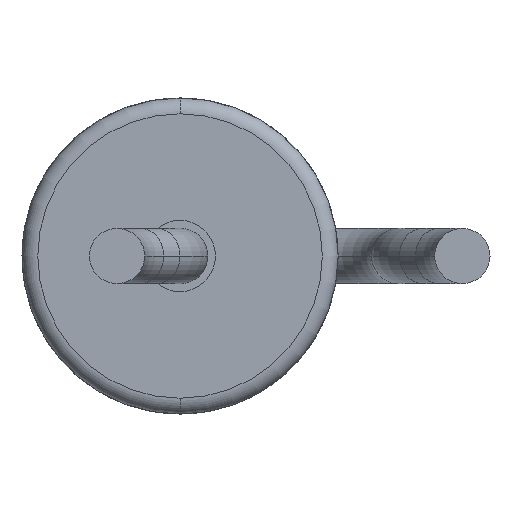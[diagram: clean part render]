
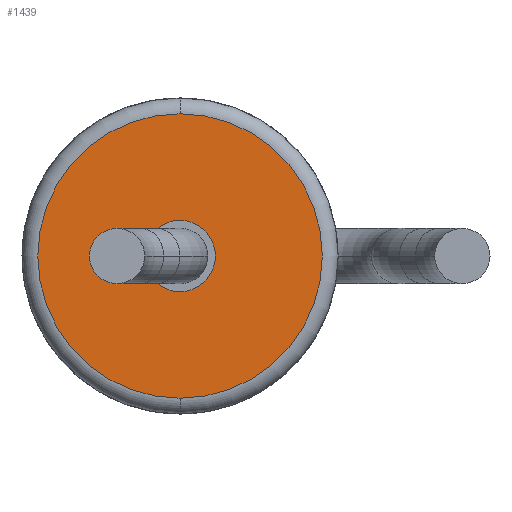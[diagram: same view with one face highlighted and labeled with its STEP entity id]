
A CAD part, front view. The second image highlights one B-rep face of the part: STEP entity #1439.
In plain terms, the highlighted planar face has unit normal (0, -1, 0).
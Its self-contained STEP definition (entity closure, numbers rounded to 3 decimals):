
#21 = CARTESIAN_POINT ( 'NONE',  ( -0.287, 0., -1.8 ) ) ;
#106 = VERTEX_POINT ( 'NONE', #374 ) ;
#121 = DIRECTION ( 'NONE',  ( 0., 1., 0. ) ) ;
#249 = AXIS2_PLACEMENT_3D ( 'NONE', #2079, #916, #1079 ) ;
#286 = FACE_OUTER_BOUND ( 'NONE', #396, .T. ) ;
#297 = FACE_BOUND ( 'NONE', #1952, .T. ) ;
#374 = CARTESIAN_POINT ( 'NONE',  ( 0.16, 0., 0. ) ) ;
#396 = EDGE_LOOP ( 'NONE', ( #1820, #1097 ) ) ;
#486 = DIRECTION ( 'NONE',  ( 1., 0., 0. ) ) ;
#566 = CARTESIAN_POINT ( 'NONE',  ( -0.287, 0., 1.8 ) ) ;
#634 = CARTESIAN_POINT ( 'NONE',  ( -0.287, 0., 0. ) ) ;
#644 = CARTESIAN_POINT ( 'NONE',  ( -0.29, 0., 0. ) ) ;
#751 = EDGE_CURVE ( 'NONE', #1327, #1902, #836, .T. ) ;
#802 = EDGE_CURVE ( 'NONE', #106, #806, #1292, .T. ) ;
#806 = VERTEX_POINT ( 'NONE', #1150 ) ;
#834 = EDGE_CURVE ( 'NONE', #806, #106, #1399, .T. ) ;
#836 = CIRCLE ( 'NONE', #1743, 1.8 ) ;
#916 = DIRECTION ( 'NONE',  ( 0., 1., 0. ) ) ;
#930 = CIRCLE ( 'NONE', #249, 1.8 ) ;
#931 = CARTESIAN_POINT ( 'NONE',  ( -0.287, 0., 0. ) ) ;
#970 = DIRECTION ( 'NONE',  ( -1., 0., 0. ) ) ;
#988 = ORIENTED_EDGE ( 'NONE', *, *, #802, .T. ) ;
#1030 = EDGE_CURVE ( 'NONE', #1902, #1327, #930, .T. ) ;
#1079 = DIRECTION ( 'NONE',  ( 1., 0., 0. ) ) ;
#1097 = ORIENTED_EDGE ( 'NONE', *, *, #751, .F. ) ;
#1121 = DIRECTION ( 'NONE',  ( 0., 1., 0. ) ) ;
#1150 = CARTESIAN_POINT ( 'NONE',  ( -0.74, 0., 0. ) ) ;
#1292 = CIRCLE ( 'NONE', #1325, 0.45 ) ;
#1325 = AXIS2_PLACEMENT_3D ( 'NONE', #644, #1121, #1472 ) ;
#1327 = VERTEX_POINT ( 'NONE', #566 ) ;
#1377 = ORIENTED_EDGE ( 'NONE', *, *, #834, .T. ) ;
#1399 = CIRCLE ( 'NONE', #1715, 0.45 ) ;
#1439 = ADVANCED_FACE ( 'NONE', ( #286, #297 ), #1605, .F. ) ;
#1454 = DIRECTION ( 'NONE',  ( 1., 0., 0. ) ) ;
#1472 = DIRECTION ( 'NONE',  ( -1., 0., 0. ) ) ;
#1547 = AXIS2_PLACEMENT_3D ( 'NONE', #931, #121, #1454 ) ;
#1605 = PLANE ( 'NONE',  #1547 ) ;
#1633 = DIRECTION ( 'NONE',  ( 0., 1., 0. ) ) ;
#1715 = AXIS2_PLACEMENT_3D ( 'NONE', #1814, #1768, #970 ) ;
#1743 = AXIS2_PLACEMENT_3D ( 'NONE', #634, #1633, #486 ) ;
#1768 = DIRECTION ( 'NONE',  ( 0., 1., 0. ) ) ;
#1814 = CARTESIAN_POINT ( 'NONE',  ( -0.29, 0., 0. ) ) ;
#1820 = ORIENTED_EDGE ( 'NONE', *, *, #1030, .F. ) ;
#1902 = VERTEX_POINT ( 'NONE', #21 ) ;
#1952 = EDGE_LOOP ( 'NONE', ( #1377, #988 ) ) ;
#2079 = CARTESIAN_POINT ( 'NONE',  ( -0.287, 0., 0. ) ) ;
